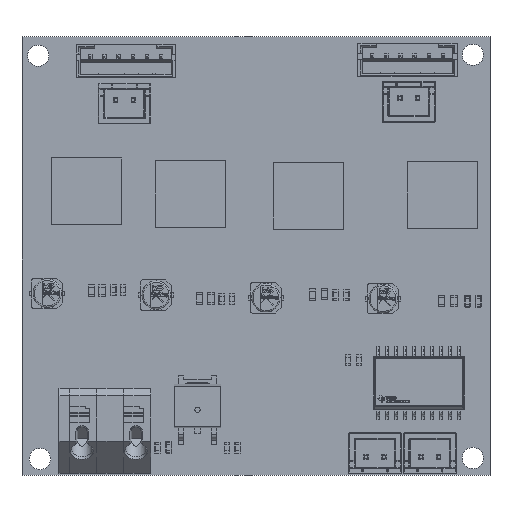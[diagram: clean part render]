
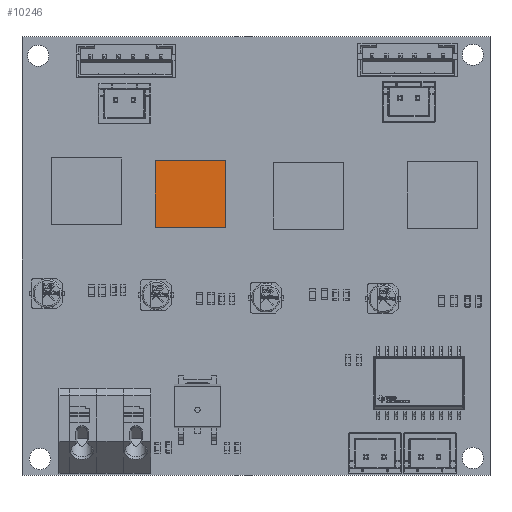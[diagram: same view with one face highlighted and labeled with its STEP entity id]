
A CAD part, top view. The second image highlights one B-rep face of the part: STEP entity #10246.
In plain terms, the highlighted planar face has unit normal (0, 0, 1).
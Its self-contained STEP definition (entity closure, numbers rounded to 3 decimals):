
#10117 = VERTEX_POINT('',#10118);
#10118 = CARTESIAN_POINT('',(4.95,-4.7,4.4));
#10124 = EDGE_CURVE('',#10117,#10125,#10127,.T.);
#10125 = VERTEX_POINT('',#10126);
#10126 = CARTESIAN_POINT('',(-4.95,-4.7,4.4));
#10127 = LINE('',#10128,#10129);
#10128 = CARTESIAN_POINT('',(4.95,-4.7,4.4));
#10129 = VECTOR('',#10130,1.);
#10130 = DIRECTION('',(-1.,0.,0.));
#10155 = EDGE_CURVE('',#10125,#10156,#10158,.T.);
#10156 = VERTEX_POINT('',#10157);
#10157 = CARTESIAN_POINT('',(-4.95,4.7,4.4));
#10158 = LINE('',#10159,#10160);
#10159 = CARTESIAN_POINT('',(-4.95,-4.7,4.4));
#10160 = VECTOR('',#10161,1.);
#10161 = DIRECTION('',(0.,1.,0.));
#10186 = EDGE_CURVE('',#10156,#10187,#10189,.T.);
#10187 = VERTEX_POINT('',#10188);
#10188 = CARTESIAN_POINT('',(4.95,4.7,4.4));
#10189 = LINE('',#10190,#10191);
#10190 = CARTESIAN_POINT('',(-4.95,4.7,4.4));
#10191 = VECTOR('',#10192,1.);
#10192 = DIRECTION('',(1.,0.,0.));
#10217 = EDGE_CURVE('',#10187,#10117,#10218,.T.);
#10218 = LINE('',#10219,#10220);
#10219 = CARTESIAN_POINT('',(4.95,4.7,4.4));
#10220 = VECTOR('',#10221,1.);
#10221 = DIRECTION('',(0.,-1.,0.));
#10246 = ADVANCED_FACE('',(#10247),#10253,.F.);
#10247 = FACE_BOUND('',#10248,.F.);
#10248 = EDGE_LOOP('',(#10249,#10250,#10251,#10252));
#10249 = ORIENTED_EDGE('',*,*,#10124,.T.);
#10250 = ORIENTED_EDGE('',*,*,#10155,.T.);
#10251 = ORIENTED_EDGE('',*,*,#10186,.T.);
#10252 = ORIENTED_EDGE('',*,*,#10217,.T.);
#10253 = PLANE('',#10254);
#10254 = AXIS2_PLACEMENT_3D('',#10255,#10256,#10257);
#10255 = CARTESIAN_POINT('',(0.,0.,4.4));
#10256 = DIRECTION('',(-0.,-0.,-1.));
#10257 = DIRECTION('',(-1.,0.,0.));
